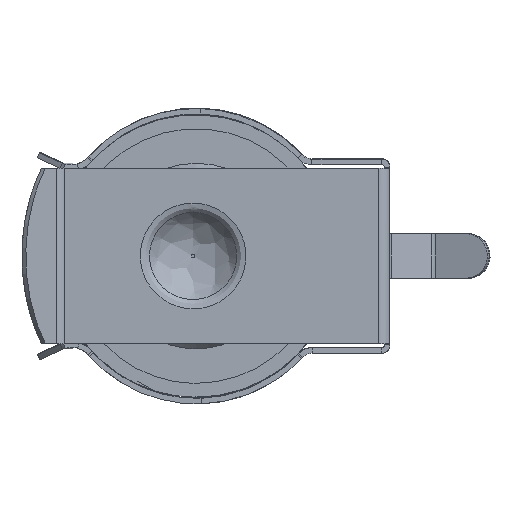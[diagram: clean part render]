
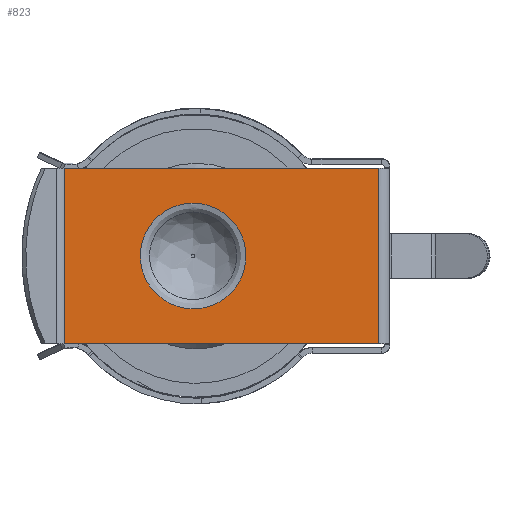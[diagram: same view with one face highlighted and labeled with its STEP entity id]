
A CAD part, left-side view. The second image highlights one B-rep face of the part: STEP entity #823.
In plain terms, the highlighted free-form (B-spline) face has degree [1, 1] with [2, 2] control points.
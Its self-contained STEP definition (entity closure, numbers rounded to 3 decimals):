
#413 = EDGE_CURVE('',#414,#416,#418,.T.);
#414 = VERTEX_POINT('',#415);
#415 = CARTESIAN_POINT('',(-27.189,0.468,3.709
    ));
#416 = VERTEX_POINT('',#417);
#417 = CARTESIAN_POINT('',(-27.189,0.468,
    -3.709));
#418 = B_SPLINE_CURVE_WITH_KNOTS('',1,(#419,#420),.UNSPECIFIED.,.F.,.F.,
  (2,2),(0.,6.34),.PIECEWISE_BEZIER_KNOTS.);
#419 = CARTESIAN_POINT('',(-27.189,0.468,3.709
    ));
#420 = CARTESIAN_POINT('',(-27.189,0.468,
    -3.709));
#823 = ADVANCED_FACE('',(#824,#846),#860,.F.);
#824 = FACE_BOUND('',#825,.T.);
#825 = EDGE_LOOP('',(#826,#827,#834,#841));
#826 = ORIENTED_EDGE('',*,*,#413,.F.);
#827 = ORIENTED_EDGE('',*,*,#828,.F.);
#828 = EDGE_CURVE('',#829,#414,#831,.T.);
#829 = VERTEX_POINT('',#830);
#830 = CARTESIAN_POINT('',(-27.189,13.758,
    3.709));
#831 = B_SPLINE_CURVE_WITH_KNOTS('',1,(#832,#833),.UNSPECIFIED.,.F.,.F.,
  (2,2),(-0.,11.36),.PIECEWISE_BEZIER_KNOTS.);
#832 = CARTESIAN_POINT('',(-27.189,13.758,
    3.709));
#833 = CARTESIAN_POINT('',(-27.189,0.468,3.709
    ));
#834 = ORIENTED_EDGE('',*,*,#835,.T.);
#835 = EDGE_CURVE('',#829,#836,#838,.T.);
#836 = VERTEX_POINT('',#837);
#837 = CARTESIAN_POINT('',(-27.189,13.758,
    -3.709));
#838 = B_SPLINE_CURVE_WITH_KNOTS('',1,(#839,#840),.UNSPECIFIED.,.F.,.F.,
  (2,2),(0.,6.34),.PIECEWISE_BEZIER_KNOTS.);
#839 = CARTESIAN_POINT('',(-27.189,13.758,
    3.709));
#840 = CARTESIAN_POINT('',(-27.189,13.758,
    -3.709));
#841 = ORIENTED_EDGE('',*,*,#842,.F.);
#842 = EDGE_CURVE('',#416,#836,#843,.T.);
#843 = B_SPLINE_CURVE_WITH_KNOTS('',1,(#844,#845),.UNSPECIFIED.,.F.,.F.,
  (2,2),(0.,11.36),.PIECEWISE_BEZIER_KNOTS.);
#844 = CARTESIAN_POINT('',(-27.189,0.468,
    -3.709));
#845 = CARTESIAN_POINT('',(-27.189,13.758,
    -3.709));
#846 = FACE_BOUND('',#847,.T.);
#847 = EDGE_LOOP('',(#848));
#848 = ORIENTED_EDGE('',*,*,#849,.T.);
#849 = EDGE_CURVE('',#850,#850,#852,.T.);
#850 = VERTEX_POINT('',#851);
#851 = CARTESIAN_POINT('',(-27.189,8.318,2.234)
  );
#852 = ( BOUNDED_CURVE() B_SPLINE_CURVE(2,(#853,#854,#855,#856,#857,#858
,#859),.UNSPECIFIED.,.T.,.F.) B_SPLINE_CURVE_WITH_KNOTS((1,2,2,2,2,1),(
    -2.094,0.,2.094,4.189,6.283,
8.378),.UNSPECIFIED.) CURVE() GEOMETRIC_REPRESENTATION_ITEM() 
RATIONAL_B_SPLINE_CURVE((1.,0.5,1.,0.5,1.,0.5,1.)) REPRESENTATION_ITEM(
  '') );
#853 = CARTESIAN_POINT('',(-27.189,8.318,2.234)
  );
#854 = CARTESIAN_POINT('',(-27.189,4.449,2.234)
  );
#855 = CARTESIAN_POINT('',(-27.189,6.384,
    -1.117));
#856 = CARTESIAN_POINT('',(-27.189,8.318,-4.467
    ));
#857 = CARTESIAN_POINT('',(-27.189,10.252,
    -1.117));
#858 = CARTESIAN_POINT('',(-27.189,12.187,2.234
    ));
#859 = CARTESIAN_POINT('',(-27.189,8.318,2.234)
  );
#860 = B_SPLINE_SURFACE_WITH_KNOTS('',1,1,(
    (#861,#862)
    ,(#863,#864
    )),.UNSPECIFIED.,.F.,.F.,.F.,(2,2),(2,2),(-3.17,3.17),(-21.,
    -9.64),.PIECEWISE_BEZIER_KNOTS.);
#861 = CARTESIAN_POINT('',(-27.189,13.758,
    -3.709));
#862 = CARTESIAN_POINT('',(-27.189,0.468,
    -3.709));
#863 = CARTESIAN_POINT('',(-27.189,13.758,
    3.709));
#864 = CARTESIAN_POINT('',(-27.189,0.468,3.709
    ));
